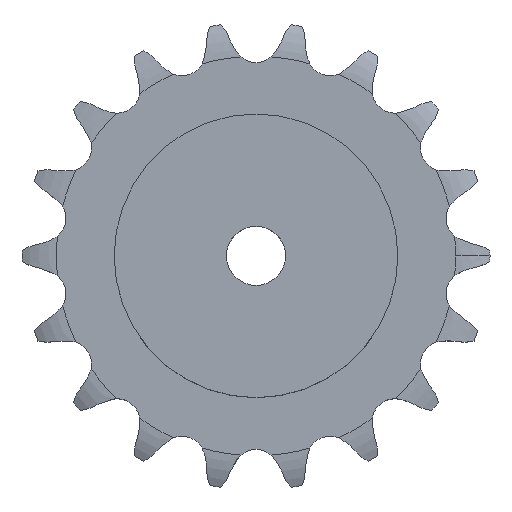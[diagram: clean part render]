
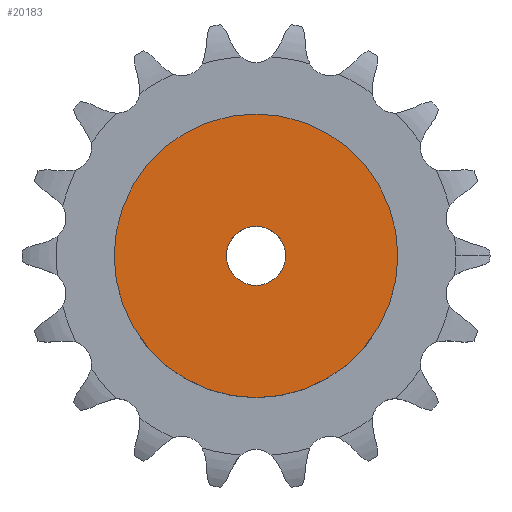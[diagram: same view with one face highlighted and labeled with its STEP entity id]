
A CAD part, top view. The second image highlights one B-rep face of the part: STEP entity #20183.
In plain terms, the highlighted planar face has unit normal (0, 0, 1).
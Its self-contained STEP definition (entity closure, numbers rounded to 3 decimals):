
#2748 = CYLINDRICAL_SURFACE('',#2749,60.);
#2749 = AXIS2_PLACEMENT_3D('',#2750,#2751,#2752);
#2750 = CARTESIAN_POINT('',(0.,0.,0.));
#2751 = DIRECTION('',(-0.,-0.,-1.));
#2752 = DIRECTION('',(1.,0.,0.));
#12850 = VERTEX_POINT('',#12851);
#12851 = CARTESIAN_POINT('',(60.,0.,50.));
#12872 = EDGE_CURVE('',#12850,#12850,#12873,.T.);
#12873 = SURFACE_CURVE('',#12874,(#12879,#12886),.PCURVE_S1.);
#12874 = CIRCLE('',#12875,60.);
#12875 = AXIS2_PLACEMENT_3D('',#12876,#12877,#12878);
#12876 = CARTESIAN_POINT('',(0.,0.,50.));
#12877 = DIRECTION('',(0.,0.,1.));
#12878 = DIRECTION('',(1.,0.,0.));
#12879 = PCURVE('',#2748,#12880);
#12880 = DEFINITIONAL_REPRESENTATION('',(#12881),#12885);
#12881 = LINE('',#12882,#12883);
#12882 = CARTESIAN_POINT('',(-0.,-50.));
#12883 = VECTOR('',#12884,1.);
#12884 = DIRECTION('',(-1.,0.));
#12885 = ( GEOMETRIC_REPRESENTATION_CONTEXT(2) 
PARAMETRIC_REPRESENTATION_CONTEXT() REPRESENTATION_CONTEXT('2D SPACE',''
  ) );
#12886 = PCURVE('',#12887,#12892);
#12887 = PLANE('',#12888);
#12888 = AXIS2_PLACEMENT_3D('',#12889,#12890,#12891);
#12889 = CARTESIAN_POINT('',(0.,0.,50.)
  );
#12890 = DIRECTION('',(0.,0.,1.));
#12891 = DIRECTION('',(1.,0.,0.));
#12892 = DEFINITIONAL_REPRESENTATION('',(#12893),#12897);
#12893 = CIRCLE('',#12894,60.);
#12894 = AXIS2_PLACEMENT_2D('',#12895,#12896);
#12895 = CARTESIAN_POINT('',(0.,0.));
#12896 = DIRECTION('',(1.,0.));
#12897 = ( GEOMETRIC_REPRESENTATION_CONTEXT(2) 
PARAMETRIC_REPRESENTATION_CONTEXT() REPRESENTATION_CONTEXT('2D SPACE',''
  ) );
#17272 = CYLINDRICAL_SURFACE('',#17273,12.5);
#17273 = AXIS2_PLACEMENT_3D('',#17274,#17275,#17276);
#17274 = CARTESIAN_POINT('',(0.,0.,311.069));
#17275 = DIRECTION('',(0.,0.,1.));
#17276 = DIRECTION('',(1.,0.,0.));
#20183 = ADVANCED_FACE('',(#20184,#20187),#12887,.T.);
#20184 = FACE_BOUND('',#20185,.T.);
#20185 = EDGE_LOOP('',(#20186));
#20186 = ORIENTED_EDGE('',*,*,#12872,.T.);
#20187 = FACE_BOUND('',#20188,.T.);
#20188 = EDGE_LOOP('',(#20189));
#20189 = ORIENTED_EDGE('',*,*,#20190,.F.);
#20190 = EDGE_CURVE('',#20191,#20191,#20193,.T.);
#20191 = VERTEX_POINT('',#20192);
#20192 = CARTESIAN_POINT('',(12.5,0.,50.));
#20193 = SURFACE_CURVE('',#20194,(#20199,#20206),.PCURVE_S1.);
#20194 = CIRCLE('',#20195,12.5);
#20195 = AXIS2_PLACEMENT_3D('',#20196,#20197,#20198);
#20196 = CARTESIAN_POINT('',(0.,0.,50.));
#20197 = DIRECTION('',(0.,0.,1.));
#20198 = DIRECTION('',(1.,0.,0.));
#20199 = PCURVE('',#12887,#20200);
#20200 = DEFINITIONAL_REPRESENTATION('',(#20201),#20205);
#20201 = CIRCLE('',#20202,12.5);
#20202 = AXIS2_PLACEMENT_2D('',#20203,#20204);
#20203 = CARTESIAN_POINT('',(0.,0.));
#20204 = DIRECTION('',(1.,0.));
#20205 = ( GEOMETRIC_REPRESENTATION_CONTEXT(2) 
PARAMETRIC_REPRESENTATION_CONTEXT() REPRESENTATION_CONTEXT('2D SPACE',''
  ) );
#20206 = PCURVE('',#17272,#20207);
#20207 = DEFINITIONAL_REPRESENTATION('',(#20208),#20212);
#20208 = LINE('',#20209,#20210);
#20209 = CARTESIAN_POINT('',(0.,-261.069));
#20210 = VECTOR('',#20211,1.);
#20211 = DIRECTION('',(1.,0.));
#20212 = ( GEOMETRIC_REPRESENTATION_CONTEXT(2) 
PARAMETRIC_REPRESENTATION_CONTEXT() REPRESENTATION_CONTEXT('2D SPACE',''
  ) );
